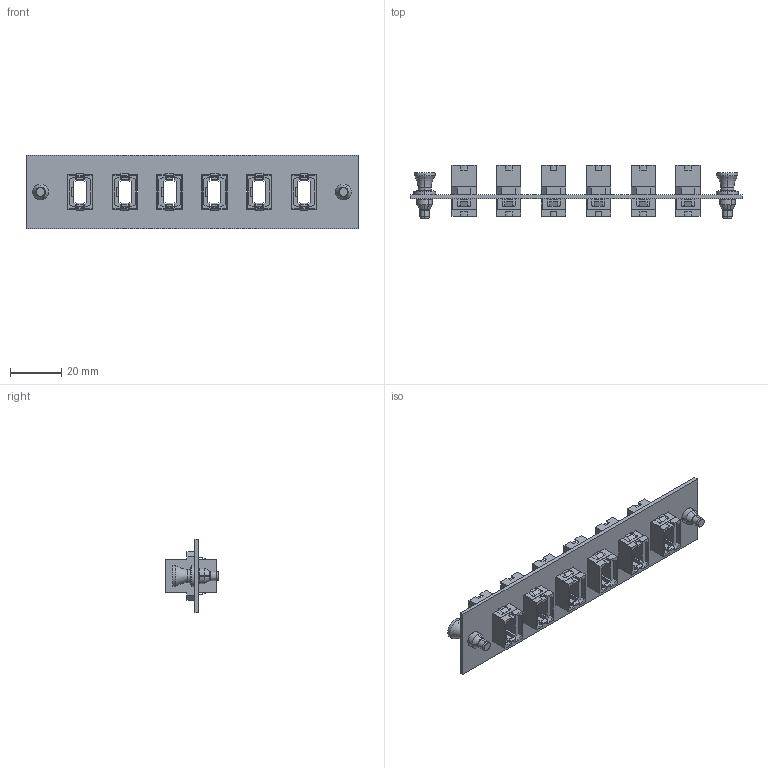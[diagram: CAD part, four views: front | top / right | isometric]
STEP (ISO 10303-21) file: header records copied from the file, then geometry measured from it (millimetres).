
FILE_DESCRIPTION (( 'STEP AP214' ), '1' );
FILE_NAME ('FSP-MTPA6-GRN-SMCR.step', '2021-01-05T19:16:47', ( '' ), ( '' ), 'SwSTEP 2.0', 'SolidWorks 2018', '' );
FILE_SCHEMA (( 'AUTOMOTIVE_DESIGN' ));
Length unit declared in the file: inch
Products named in the file (8): FOA-991A-MA1; HDWR-HN4G-42-1; FOA-994A; FSP-SC6-0-BNK; FSP-MTPA6-GRN-SMCR; HDWR-HN4P-42-4-1; FSP-SC6-0-BNK-PANEL
Assembly tree (15 placements, depth 3):
  FSP-MTPA6-GRN-SMCR
    FSP-SC6-0-BNK
      FSP-SC6-0-BNK-PANEL
      HDWR-HN4G-42-1  x2
      HDWR-HN4P-42-4-1  x2
    FOA-994A  x6
      FOA-994A
      FOA-991A-MA1
Bounding box: 129.54 x 20.73 x 28.7 mm (x, y, z)
Volume: 13381 mm3; surface area: 27993.1 mm2
Topology: 23 solids, 23 shells, 1268 faces, 3532 edges, 2326 vertices
Faces by surface type: plane 1002, cylinder 242, cone 20, torus 4
Entity records: 8691 total; most frequent: CARTESIAN_POINT 1305, ORIENTED_EDGE 1224, DIRECTION 1215, EDGE_CURVE 612, VECTOR 473, LINE 473, VERTEX_POINT 399, AXIS2_PLACEMENT_3D 371
